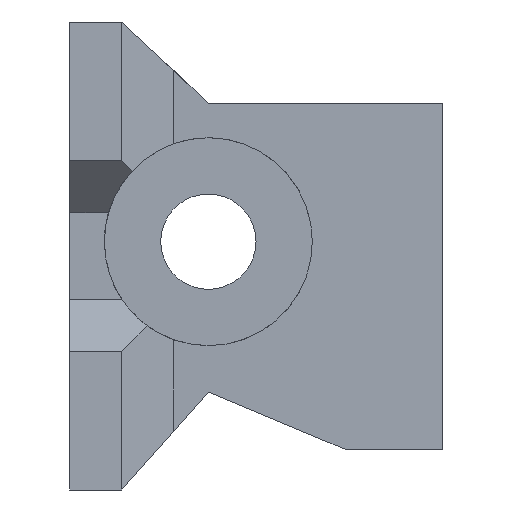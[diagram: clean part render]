
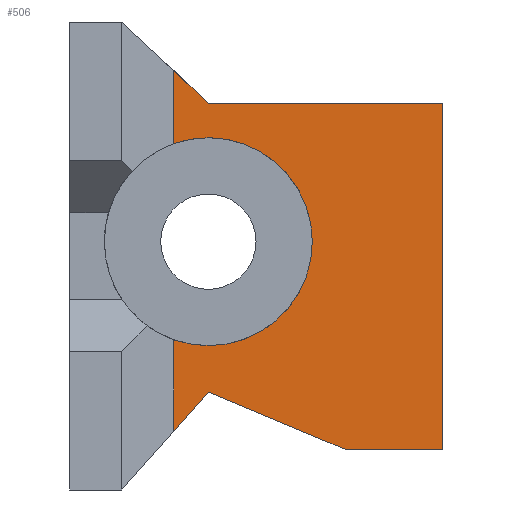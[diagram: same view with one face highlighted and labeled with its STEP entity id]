
A CAD part, left-side view. The second image highlights one B-rep face of the part: STEP entity #506.
In plain terms, the highlighted planar face has unit normal (-1, 0, 0).
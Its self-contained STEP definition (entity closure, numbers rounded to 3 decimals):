
#29=CIRCLE('',#548,6.);
#42=FACE_OUTER_BOUND('',#69,.T.);
#69=EDGE_LOOP('',(#340,#341,#342,#343,#344,#345,#346,#347,#348));
#101=LINE('',#738,#158);
#105=LINE('',#746,#162);
#106=LINE('',#748,#163);
#107=LINE('',#750,#164);
#108=LINE('',#752,#165);
#109=LINE('',#756,#166);
#110=LINE('',#758,#167);
#111=LINE('',#759,#168);
#158=VECTOR('',#593,10.);
#162=VECTOR('',#599,10.);
#163=VECTOR('',#600,10.);
#164=VECTOR('',#601,10.);
#165=VECTOR('',#602,10.);
#166=VECTOR('',#605,10.);
#167=VECTOR('',#606,10.);
#168=VECTOR('',#607,10.);
#215=VERTEX_POINT('',#736);
#216=VERTEX_POINT('',#737);
#219=VERTEX_POINT('',#745);
#220=VERTEX_POINT('',#747);
#221=VERTEX_POINT('',#749);
#222=VERTEX_POINT('',#751);
#223=VERTEX_POINT('',#753);
#224=VERTEX_POINT('',#755);
#225=VERTEX_POINT('',#757);
#263=EDGE_CURVE('',#215,#216,#101,.T.);
#267=EDGE_CURVE('',#219,#216,#105,.F.);
#268=EDGE_CURVE('',#220,#219,#106,.F.);
#269=EDGE_CURVE('',#221,#220,#107,.F.);
#270=EDGE_CURVE('',#221,#222,#108,.F.);
#271=EDGE_CURVE('',#223,#222,#29,.F.);
#272=EDGE_CURVE('',#223,#224,#109,.T.);
#273=EDGE_CURVE('',#225,#224,#110,.F.);
#274=EDGE_CURVE('',#215,#225,#111,.F.);
#340=ORIENTED_EDGE('',*,*,#263,.T.);
#341=ORIENTED_EDGE('',*,*,#267,.F.);
#342=ORIENTED_EDGE('',*,*,#268,.F.);
#343=ORIENTED_EDGE('',*,*,#269,.F.);
#344=ORIENTED_EDGE('',*,*,#270,.T.);
#345=ORIENTED_EDGE('',*,*,#271,.F.);
#346=ORIENTED_EDGE('',*,*,#272,.T.);
#347=ORIENTED_EDGE('',*,*,#273,.F.);
#348=ORIENTED_EDGE('',*,*,#274,.F.);
#483=PLANE('',#547);
#506=ADVANCED_FACE('',(#42),#483,.F.);
#547=AXIS2_PLACEMENT_3D('',#744,#597,#598);
#548=AXIS2_PLACEMENT_3D('',#754,#603,#604);
#593=DIRECTION('',(0.,-1.,0.));
#597=DIRECTION('center_axis',(1.,0.,0.));
#598=DIRECTION('ref_axis',(0.,-1.,0.));
#599=DIRECTION('',(0.,0.,1.));
#600=DIRECTION('',(0.,1.,0.));
#601=DIRECTION('',(0.,0.73,0.683));
#602=DIRECTION('',(0.,0.,1.));
#603=DIRECTION('center_axis',(1.,0.,0.));
#604=DIRECTION('ref_axis',(0.,-1.,0.));
#605=DIRECTION('',(0.,0.,-1.));
#606=DIRECTION('',(0.,-0.663,0.749));
#607=DIRECTION('',(0.,-0.922,-0.386));
#736=CARTESIAN_POINT('',(-13.5,19.554,-32.));
#737=CARTESIAN_POINT('',(-13.5,14.,-32.));
#738=CARTESIAN_POINT('',(-13.5,19.375,-32.));
#744=CARTESIAN_POINT('Origin',(-13.5,24.75,-20.825));
#745=CARTESIAN_POINT('',(-13.5,14.,-12.));
#746=CARTESIAN_POINT('',(-13.5,14.,-16.413));
#747=CARTESIAN_POINT('',(-13.5,27.5,-12.));
#748=CARTESIAN_POINT('',(-13.5,26.125,-12.));
#749=CARTESIAN_POINT('',(-13.5,29.5,-10.13));
#750=CARTESIAN_POINT('',(-13.5,27.065,-12.407));
#751=CARTESIAN_POINT('',(-13.5,29.5,-14.343));
#752=CARTESIAN_POINT('',(-13.5,29.5,-17.45));
#753=CARTESIAN_POINT('',(-13.5,29.5,-25.657));
#754=CARTESIAN_POINT('Origin',(-13.5,27.5,-20.));
#755=CARTESIAN_POINT('',(-13.5,29.5,-30.934));
#756=CARTESIAN_POINT('',(-13.5,29.5,-22.2));
#757=CARTESIAN_POINT('',(-13.5,27.5,-28.673));
#758=CARTESIAN_POINT('',(-13.5,24.949,-25.789));
#759=CARTESIAN_POINT('',(-13.5,20.978,-31.404));
